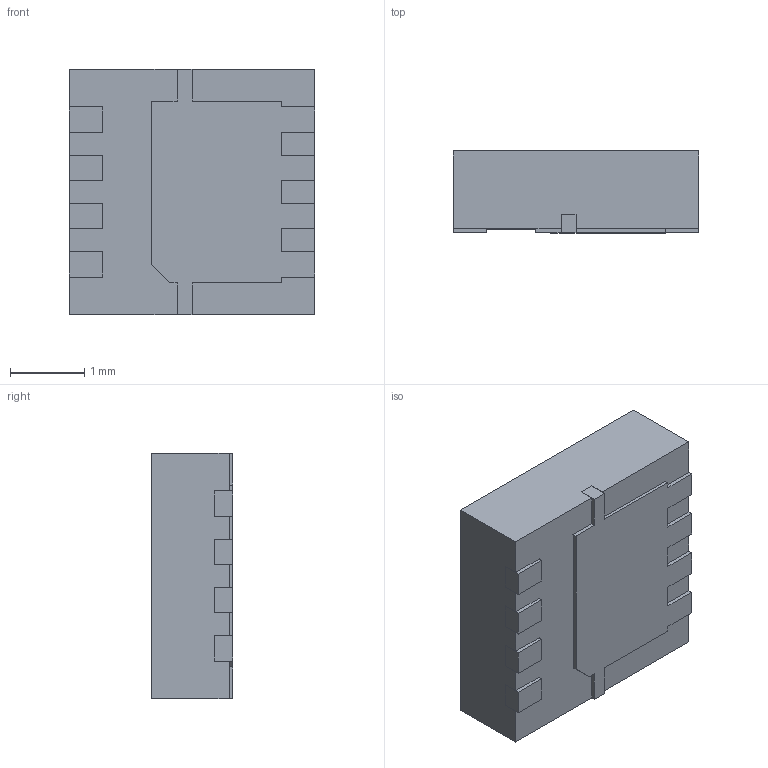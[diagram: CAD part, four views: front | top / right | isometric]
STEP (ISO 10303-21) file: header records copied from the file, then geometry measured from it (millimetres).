
FILE_DESCRIPTION (( 'STEP AP214' ), '1' );
FILE_NAME ('DQG8.STEP', '2020-08-28T21:27:37', ( '' ), ( '' ), 'SwSTEP 2.0', 'SolidWorks 2017', '' );
FILE_SCHEMA (( 'AUTOMOTIVE_DESIGN' ));
Length unit declared in the file: millimetre
Products named in the file (1): DQG8
Bounding box: 3.3 x 1.1 x 3.3 mm (x, y, z)
Volume: 11.7 mm3; surface area: 55.1 mm2
Topology: 7 solids, 7 shells, 113 faces, 294 edges, 196 vertices
Faces by surface type: plane 109, cylinder 4
Entity records: 4122 total; most frequent: CARTESIAN_POINT 604, ORIENTED_EDGE 588, DIRECTION 530, EDGE_CURVE 294, LINE 286, VECTOR 286, VERTEX_POINT 196, AXIS2_PLACEMENT_3D 122
